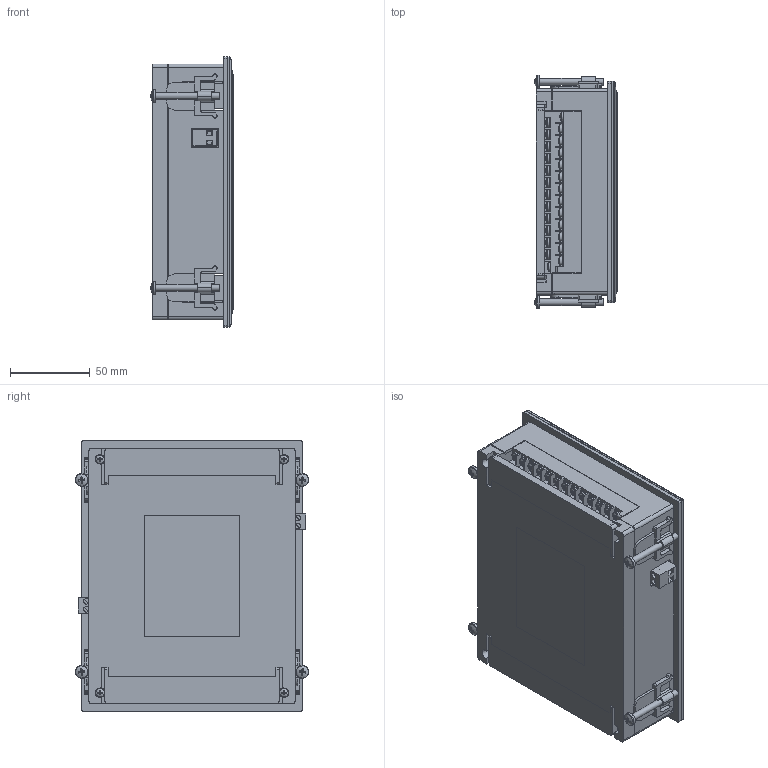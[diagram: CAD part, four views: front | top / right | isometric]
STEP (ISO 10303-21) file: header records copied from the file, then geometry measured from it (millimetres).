
FILE_DESCRIPTION (( 'STEP AP214' ), '1' );
FILE_NAME ('3D ìîäåëü ÒÐÌ148-Õ.Ù7.STEP', '2017-11-15T07:45:09', ( '' ), ( '' ), 'SwSTEP 2.0', 'SolidWorks 2014', '' );
FILE_SCHEMA (( 'AUTOMOTIVE_DESIGN' ));
Length unit declared in the file: millimetre
Products named in the file (15): ISO 7045 - M3 x 20 - Z --- 20N_ISO 7045 - M3 x 20 - Z --- 20N; 3D ìîäåëü ÒÐÌ148-Õ.Ù7; Êîðïóñ ÒÐÌ33-Ù7 çàä; Óïëîòíèòåëü; B18.6.7M - M4 x 0.7 x 40 Type I Cross Recessed PHMS --40N_B18.6.7M - M4 x 0.7 x 40 Type I Cross Recessed PHMS --40N; Êðûøêà ïðîçðà÷íàÿ; ISO 7045 - M3 x 10 - Z --- 10N_ISO 7045 - M3 x 10 - Z --- 10N; Êëåììíàÿ êîëîäêà; Êëåììíèê 2çåë; Øàéáà êâàäðàòíàÿ Ì3; Êîðïóñ ÒÐÌ33-Ù7 ïåðåä; Ñáîðêà êëåììíàÿ êîëîäêà; Êëåììíèê 2çåë-îòâ; TRM148_001FA02M; 婰膲僗闉_v.11
Assembly tree (75 placements, depth 3):
  3D ìîäåëü ÒÐÌ148-Õ.Ù7
    Êîðïóñ ÒÐÌ33-Ù7 ïåðåä
    Êîðïóñ ÒÐÌ33-Ù7 çàä
    B18.6.7M - M4 x 0.7 x 40 Type I Cross Recessed PHMS --40N_B18.6.7M - M4 x 0.7 x 40 Type I Cross Recessed PHMS --40N  x4
    TRM148_001FA02M
    Óïëîòíèòåëü
    Ñáîðêà êëåììíàÿ êîëîäêà  x2
      Êëåììíàÿ êîëîäêà
      Øàéáà êâàäðàòíàÿ Ì3
      ISO 7045 - M3 x 10 - Z --- 10N_ISO 7045 - M3 x 10 - Z --- 10N
      ISO 7045 - M3 x 20 - Z --- 20N_ISO 7045 - M3 x 20 - Z --- 20N
    婰膲僗闉_v.11  x4
    Êðûøêà ïðîçðà÷íàÿ  x2
    ISO 7045 - M3 x 10 - Z --- 10N_ISO 7045 - M3 x 10 - Z --- 10N  x4
    Êëåììíèê 2çåë  x2
    Êëåììíèê 2çåë-îòâ  x2
Bounding box: 51.57 x 145.99 x 169 mm (x, y, z)
Volume: 292081.4 mm3; surface area: 248416.6 mm2
Topology: 124 solids, 124 shells, 6468 faces, 15761 edges, 10020 vertices
Faces by surface type: plane 4535, cylinder 718, cone 516, bspline 515, torus 120, sphere 64
Full cylindrical faces by diameter (mm): 1 x8, 1.5 x4, 2 x4, 2.5 x16, 3 x108, 3.5 x52, 3.6 x4, 4 x8, 5.6 x56, 6 x4, 8 x4
Entity records: 129962 total; most frequent: CARTESIAN_POINT 24672, ORIENTED_EDGE 17282, DIRECTION 13998, EDGE_CURVE 8641, VECTOR 7012, LINE 7012, VERTEX_POINT 5763, EDGE_LOOP 3876
